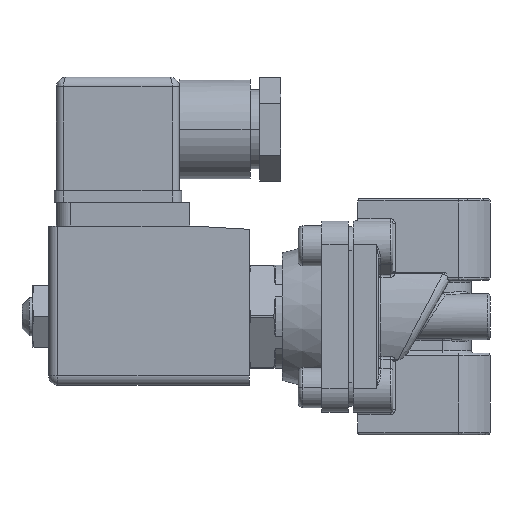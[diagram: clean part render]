
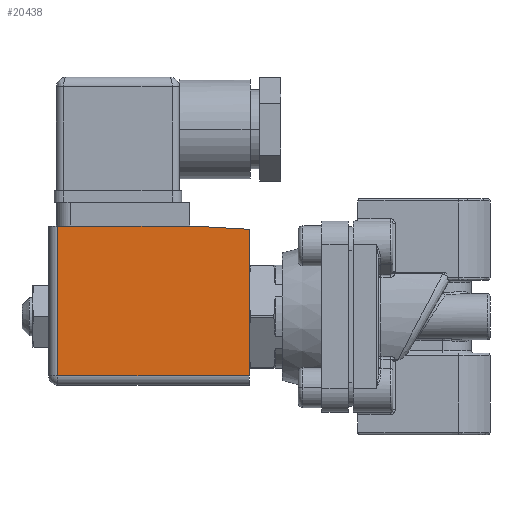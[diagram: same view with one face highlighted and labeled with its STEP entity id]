
A CAD part, left-side view. The second image highlights one B-rep face of the part: STEP entity #20438.
In plain terms, the highlighted face is planar.
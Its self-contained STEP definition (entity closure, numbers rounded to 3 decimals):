
#3424 = CARTESIAN_POINT ( 'NONE',  ( -0.7, 40.5, 0. ) ) ;
#3730 = EDGE_CURVE ( 'NONE', #9915, #16315, #39270, .T. ) ;
#4338 = DIRECTION ( 'NONE',  ( 0., -1., 0. ) ) ;
#5348 = EDGE_LOOP ( 'NONE', ( #27469, #22253, #32429, #36099, #47311 ) ) ;
#5378 = VERTEX_POINT ( 'NONE', #3424 ) ;
#5674 = LINE ( 'NONE', #18844, #44458 ) ;
#7082 = LINE ( 'NONE', #20978, #17036 ) ;
#7730 = CARTESIAN_POINT ( 'NONE',  ( 0., 0., 0. ) ) ;
#9915 = VERTEX_POINT ( 'NONE', #48142 ) ;
#10196 = PLANE ( 'NONE',  #29223 ) ;
#12866 = EDGE_CURVE ( 'NONE', #23235, #45100, #24778, .T. ) ;
#14065 = CARTESIAN_POINT ( 'NONE',  ( 31., 40.5, 0. ) ) ;
#16315 = VERTEX_POINT ( 'NONE', #17661 ) ;
#17036 = VECTOR ( 'NONE', #43474, 1000. ) ;
#17661 = CARTESIAN_POINT ( 'NONE',  ( 0., 0., 0. ) ) ;
#17816 = EDGE_CURVE ( 'NONE', #5378, #23235, #5674, .T. ) ;
#17841 = DIRECTION ( 'NONE',  ( -1., 0., 0. ) ) ;
#18844 = CARTESIAN_POINT ( 'NONE',  ( 31., 40.5, 0. ) ) ;
#20438 = ADVANCED_FACE ( 'NONE', ( #38259 ), #10196, .T. ) ;
#20978 = CARTESIAN_POINT ( 'NONE',  ( -0.7, 12.3, 0. ) ) ;
#22253 = ORIENTED_EDGE ( 'NONE', *, *, #12866, .T. ) ;
#22797 = DIRECTION ( 'NONE',  ( 0.057, -0.998, 0. ) ) ;
#23235 = VERTEX_POINT ( 'NONE', #38593 ) ;
#23931 = LINE ( 'NONE', #32933, #43944 ) ;
#24778 = LINE ( 'NONE', #30671, #44765 ) ;
#27469 = ORIENTED_EDGE ( 'NONE', *, *, #17816, .T. ) ;
#28107 = EDGE_CURVE ( 'NONE', #16315, #45100, #23931, .T. ) ;
#29223 = AXIS2_PLACEMENT_3D ( 'NONE', #14065, #40362, #17841 ) ;
#30671 = CARTESIAN_POINT ( 'NONE',  ( 31., 0., 0. ) ) ;
#32429 = ORIENTED_EDGE ( 'NONE', *, *, #28107, .F. ) ;
#32933 = CARTESIAN_POINT ( 'NONE',  ( 33., 0., 0. ) ) ;
#33690 = EDGE_CURVE ( 'NONE', #5378, #9915, #7082, .T. ) ;
#33813 = DIRECTION ( 'NONE',  ( 1., 0., 0. ) ) ;
#34262 = CARTESIAN_POINT ( 'NONE',  ( 31., 0., 0. ) ) ;
#36099 = ORIENTED_EDGE ( 'NONE', *, *, #3730, .F. ) ;
#38259 = FACE_OUTER_BOUND ( 'NONE', #5348, .T. ) ;
#38593 = CARTESIAN_POINT ( 'NONE',  ( 31., 40.5, 0. ) ) ;
#39270 = LINE ( 'NONE', #7730, #42172 ) ;
#40362 = DIRECTION ( 'NONE',  ( 0., 0., -1. ) ) ;
#40455 = DIRECTION ( 'NONE',  ( 1., 0., 0. ) ) ;
#42172 = VECTOR ( 'NONE', #22797, 1000. ) ;
#43474 = DIRECTION ( 'NONE',  ( 0., -1., 0. ) ) ;
#43944 = VECTOR ( 'NONE', #40455, 1000. ) ;
#44458 = VECTOR ( 'NONE', #33813, 1000. ) ;
#44765 = VECTOR ( 'NONE', #4338, 1000. ) ;
#45100 = VERTEX_POINT ( 'NONE', #34262 ) ;
#47311 = ORIENTED_EDGE ( 'NONE', *, *, #33690, .F. ) ;
#48142 = CARTESIAN_POINT ( 'NONE',  ( -0.7, 12.3, 0. ) ) ;
